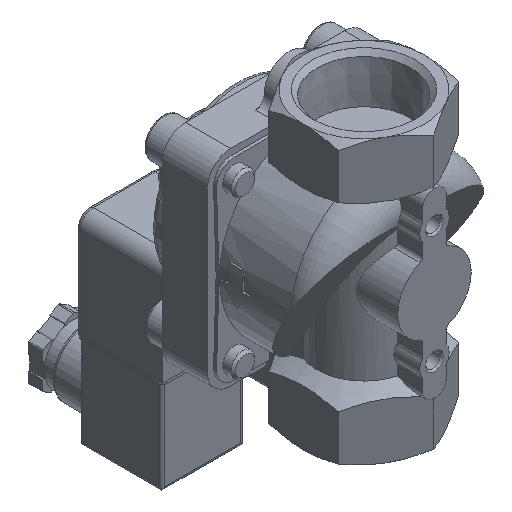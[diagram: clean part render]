
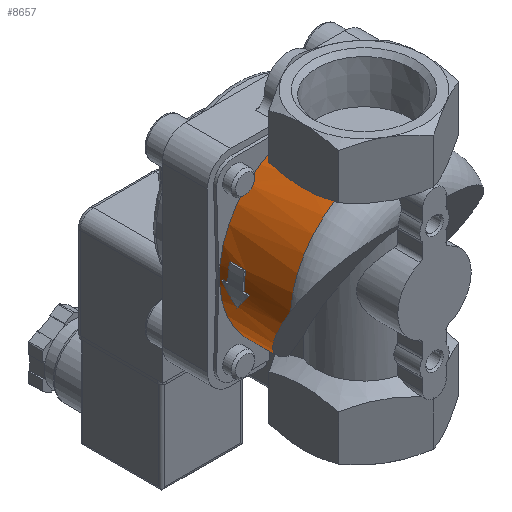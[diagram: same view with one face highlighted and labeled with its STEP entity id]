
A CAD part, isometric view. The second image highlights one B-rep face of the part: STEP entity #8657.
In plain terms, the highlighted cylindrical face has radius 32 mm (diameter 64 mm), a partial arc.
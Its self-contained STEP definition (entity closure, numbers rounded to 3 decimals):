
#58=ELLIPSE('',#11215,36.95,32.);
#60=ELLIPSE('',#11222,39.86,32.);
#61=ELLIPSE('',#11224,39.86,32.);
#63=ELLIPSE('',#11233,36.95,32.);
#196=LINE('',#15268,#1007);
#202=LINE('',#15319,#1013);
#206=LINE('',#15331,#1017);
#209=LINE('',#15339,#1020);
#243=LINE('',#15537,#1054);
#1007=VECTOR('',#12382,1000.);
#1013=VECTOR('',#12402,1000.);
#1017=VECTOR('',#12416,1000.);
#1020=VECTOR('',#12425,1000.);
#1054=VECTOR('',#12543,1000.);
#1752=CYLINDRICAL_SURFACE('',#11270,32.);
#2250=B_SPLINE_CURVE_WITH_KNOTS('',3,(#15290,#15291,#15292,#15293,#15294,
#15295,#15296),.UNSPECIFIED.,.F.,.F.,(4,1,1,1,4),(0.004,0.01,
0.016,0.022,0.028),.UNSPECIFIED.);
#2269=B_SPLINE_CURVE_WITH_KNOTS('',3,(#15539,#15540,#15541,#15542),
 .UNSPECIFIED.,.F.,.F.,(4,4),(0.02,0.021),
 .UNSPECIFIED.);
#2955=ORIENTED_EDGE('',*,*,#5088,.F.);
#2956=ORIENTED_EDGE('',*,*,#5087,.F.);
#2957=ORIENTED_EDGE('',*,*,#5085,.F.);
#2958=ORIENTED_EDGE('',*,*,#5083,.F.);
#2959=ORIENTED_EDGE('',*,*,#5081,.F.);
#2960=ORIENTED_EDGE('',*,*,#5079,.F.);
#2961=ORIENTED_EDGE('',*,*,#5077,.F.);
#2962=ORIENTED_EDGE('',*,*,#5155,.F.);
#2963=ORIENTED_EDGE('',*,*,#5156,.F.);
#2964=ORIENTED_EDGE('',*,*,#5092,.F.);
#2965=ORIENTED_EDGE('',*,*,#5073,.T.);
#2966=ORIENTED_EDGE('',*,*,#5072,.F.);
#2967=ORIENTED_EDGE('',*,*,#5068,.T.);
#2968=ORIENTED_EDGE('',*,*,#5064,.T.);
#2969=ORIENTED_EDGE('',*,*,#5154,.T.);
#5064=EDGE_CURVE('',#6235,#6237,#196,.F.);
#5068=EDGE_CURVE('',#6238,#6235,#58,.T.);
#5072=EDGE_CURVE('',#6238,#6239,#2250,.T.);
#5073=EDGE_CURVE('',#6240,#6239,#6962,.T.);
#5077=EDGE_CURVE('',#6242,#6241,#202,.F.);
#5079=EDGE_CURVE('',#6241,#6243,#60,.T.);
#5081=EDGE_CURVE('',#6243,#6244,#61,.T.);
#5083=EDGE_CURVE('',#6244,#6245,#206,.F.);
#5085=EDGE_CURVE('',#6245,#6246,#6963,.T.);
#5087=EDGE_CURVE('',#6246,#6247,#209,.F.);
#5088=EDGE_CURVE('',#6247,#6242,#6964,.T.);
#5092=EDGE_CURVE('',#6240,#6248,#63,.T.);
#5154=EDGE_CURVE('',#6237,#6288,#6977,.T.);
#5155=EDGE_CURVE('',#6289,#6288,#243,.F.);
#5156=EDGE_CURVE('',#6248,#6289,#2269,.T.);
#6235=VERTEX_POINT('',#15264);
#6237=VERTEX_POINT('',#15267);
#6238=VERTEX_POINT('',#15274);
#6239=VERTEX_POINT('',#15289);
#6240=VERTEX_POINT('',#15299);
#6241=VERTEX_POINT('',#15316);
#6242=VERTEX_POINT('',#15318);
#6243=VERTEX_POINT('',#15322);
#6244=VERTEX_POINT('',#15326);
#6245=VERTEX_POINT('',#15330);
#6246=VERTEX_POINT('',#15334);
#6247=VERTEX_POINT('',#15338);
#6248=VERTEX_POINT('',#15347);
#6288=VERTEX_POINT('',#15534);
#6289=VERTEX_POINT('',#15538);
#6962=CIRCLE('',#11219,32.);
#6963=CIRCLE('',#11227,32.);
#6964=CIRCLE('',#11230,32.);
#6977=CIRCLE('',#11269,32.);
#7342=EDGE_LOOP('',(#2955,#2956,#2957,#2958,#2959,#2960,#2961));
#7343=EDGE_LOOP('',(#2962,#2963,#2964,#2965,#2966,#2967,#2968,#2969));
#7988=FACE_BOUND('',#7342,.T.);
#7989=FACE_BOUND('',#7343,.T.);
#8657=ADVANCED_FACE('',(#7988,#7989),#1752,.T.);
#11215=AXIS2_PLACEMENT_3D('',#15273,#12388,#12389);
#11219=AXIS2_PLACEMENT_3D('',#15298,#12396,#12397);
#11222=AXIS2_PLACEMENT_3D('',#15323,#12406,#12407);
#11224=AXIS2_PLACEMENT_3D('',#15327,#12411,#12412);
#11227=AXIS2_PLACEMENT_3D('',#15335,#12420,#12421);
#11230=AXIS2_PLACEMENT_3D('',#15341,#12428,#12429);
#11233=AXIS2_PLACEMENT_3D('',#15352,#12435,#12436);
#11269=AXIS2_PLACEMENT_3D('',#15535,#12539,#12540);
#11270=AXIS2_PLACEMENT_3D('',#15536,#12541,#12542);
#12382=DIRECTION('',(0.,-1.,0.));
#12388=DIRECTION('',(0.,-0.866,0.5));
#12389=DIRECTION('',(0.,-0.5,-0.866));
#12396=DIRECTION('',(0.,1.,0.));
#12397=DIRECTION('',(0.,0.,1.));
#12402=DIRECTION('',(0.,-1.,0.));
#12406=DIRECTION('',(-0.596,-0.803,0.));
#12407=DIRECTION('',(0.803,-0.596,0.));
#12411=DIRECTION('',(-0.596,0.803,0.));
#12412=DIRECTION('',(-0.803,-0.596,0.));
#12416=DIRECTION('',(0.,-1.,0.));
#12420=DIRECTION('',(0.,1.,0.));
#12421=DIRECTION('',(0.,0.,1.));
#12425=DIRECTION('',(0.,-1.,0.));
#12428=DIRECTION('',(0.,-1.,0.));
#12429=DIRECTION('',(0.,0.,-1.));
#12435=DIRECTION('',(0.5,-0.866,0.));
#12436=DIRECTION('',(-0.866,-0.5,0.));
#12539=DIRECTION('',(0.,-1.,0.));
#12540=DIRECTION('',(0.,0.,-1.));
#12541=DIRECTION('',(0.,-1.,0.));
#12542=DIRECTION('',(0.,0.,-1.));
#12543=DIRECTION('',(0.,-1.,0.));
#15264=CARTESIAN_POINT('',(-29.07,15.948,-13.377));
#15267=CARTESIAN_POINT('',(-29.07,17.217,-13.377));
#15268=CARTESIAN_POINT('',(-29.07,-24.283,-13.377));
#15273=CARTESIAN_POINT('',(0.,23.671,0.));
#15274=CARTESIAN_POINT('',(-29.215,16.134,-13.056));
#15289=CARTESIAN_POINT('',(-27.537,-6.965,-16.301));
#15290=CARTESIAN_POINT('',(-29.215,16.134,-13.056));
#15291=CARTESIAN_POINT('',(-28.801,14.419,-13.984));
#15292=CARTESIAN_POINT('',(-28.015,10.756,-15.508));
#15293=CARTESIAN_POINT('',(-27.235,4.959,-16.807));
#15294=CARTESIAN_POINT('',(-27.029,-1.103,-17.129));
#15295=CARTESIAN_POINT('',(-27.31,-5.023,-16.685));
#15296=CARTESIAN_POINT('',(-27.537,-6.965,-16.301));
#15298=CARTESIAN_POINT('',(0.,-6.965,0.));
#15299=CARTESIAN_POINT('',(-2.,-6.965,-31.937));
#15316=CARTESIAN_POINT('',(0.,15.831,-32.));
#15318=CARTESIAN_POINT('',(0.,13.83,-32.));
#15319=CARTESIAN_POINT('',(0.,-24.283,-32.));
#15322=CARTESIAN_POINT('',(6.06,11.33,-31.421));
#15323=CARTESIAN_POINT('',(0.,15.831,0.));
#15326=CARTESIAN_POINT('',(0.,6.829,-32.));
#15327=CARTESIAN_POINT('',(0.,6.829,0.));
#15330=CARTESIAN_POINT('',(0.,8.83,-32.));
#15331=CARTESIAN_POINT('',(0.,-24.283,-32.));
#15334=CARTESIAN_POINT('',(-6.06,8.83,-31.421));
#15335=CARTESIAN_POINT('',(0.,8.83,0.));
#15338=CARTESIAN_POINT('',(-6.06,13.83,-31.421));
#15339=CARTESIAN_POINT('',(-6.06,-24.283,-31.421));
#15341=CARTESIAN_POINT('',(0.,13.83,0.));
#15347=CARTESIAN_POINT('',(28.024,10.37,-15.448));
#15352=CARTESIAN_POINT('',(0.,-5.81,0.));
#15534=CARTESIAN_POINT('',(28.267,17.217,-15.));
#15535=CARTESIAN_POINT('',(0.,17.217,0.));
#15536=CARTESIAN_POINT('',(0.,-24.283,0.));
#15537=CARTESIAN_POINT('',(28.267,-24.283,-15.));
#15538=CARTESIAN_POINT('',(28.267,11.731,-15.));
#15539=CARTESIAN_POINT('',(28.024,10.37,-15.448));
#15540=CARTESIAN_POINT('',(28.101,10.827,-15.308));
#15541=CARTESIAN_POINT('',(28.183,11.283,-15.158));
#15542=CARTESIAN_POINT('',(28.267,11.731,-15.));
